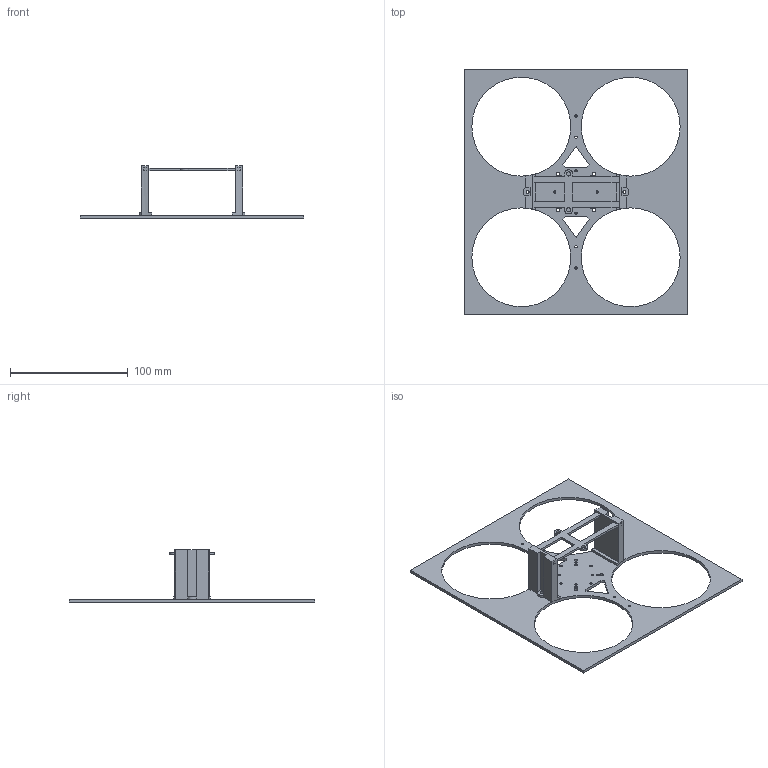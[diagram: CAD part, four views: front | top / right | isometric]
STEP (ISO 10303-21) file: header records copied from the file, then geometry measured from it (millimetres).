
FILE_DESCRIPTION(('STEP AP242'), '1');
FILE_NAME('SB_frame', '', ('UNSPECIFIED'), ('UNSPECIFIED'), 'C3D Converter', 'C3D Toolkit', '');
FILE_SCHEMA(('AP242_MANAGED_MODEL_BASED_3D_ENGINEERING_MIM_LF { 1 0 10303 442 1 1 4 }'));
Length unit declared in the file: millimetre
Assembly tree (5 placements, depth 2):
  (unnamed)
    (unnamed)
    (unnamed)  x2
    (unnamed)
    (unnamed)
Bounding box: 190 x 209 x 44.5 mm (x, y, z)
Volume: 56551.9 mm3; surface area: 49881.8 mm2
Topology: 4 solids, 4 shells, 116 faces, 308 edges, 204 vertices
Faces by surface type: plane 78, cylinder 38
Full cylindrical faces by diameter (mm): 2 x18, 2.5 x2, 3 x4, 3.5 x2, 84 x4
Entity records: 3381 total; most frequent: CARTESIAN_POINT 509, DIRECTION 502, ORIENTED_EDGE 436, EDGE_CURVE 218, EDGE_LOOP 184, AXIS2_PLACEMENT_3D 177, VERTEX_POINT 164, LINE 148
